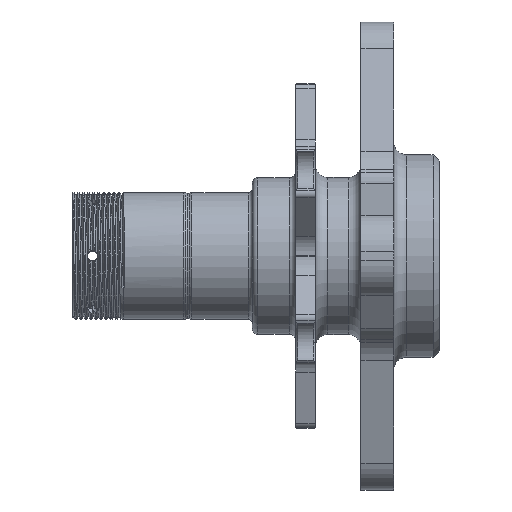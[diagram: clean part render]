
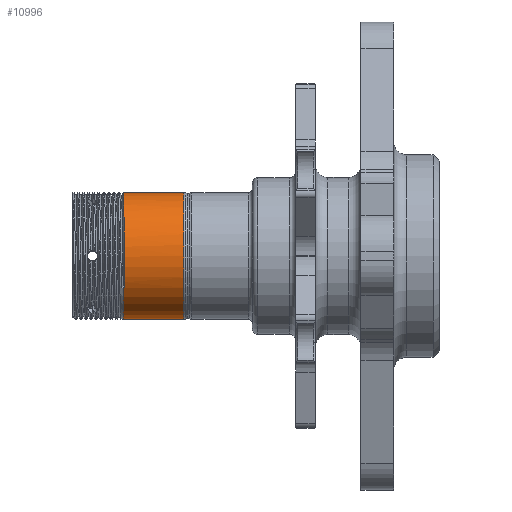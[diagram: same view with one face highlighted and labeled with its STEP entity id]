
A CAD part, top view. The second image highlights one B-rep face of the part: STEP entity #10996.
In plain terms, the highlighted cylindrical face has radius 15.875 mm (diameter 31.75 mm), a partial arc.
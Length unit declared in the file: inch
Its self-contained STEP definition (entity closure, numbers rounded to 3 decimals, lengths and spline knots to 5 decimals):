
#38 = EDGE_CURVE ( 'NONE', #8022, #2840, #1337, .T. ) ;
#354 = CARTESIAN_POINT ( 'NONE',  ( 2.12975, 0.625, 0.00187 ) ) ;
#383 = EDGE_CURVE ( 'NONE', #16935, #7913, #6351, .T. ) ;
#644 = ORIENTED_EDGE ( 'NONE', *, *, #1242, .F. ) ;
#900 = EDGE_CURVE ( 'NONE', #8050, #2840, #5299, .T. ) ;
#916 = CARTESIAN_POINT ( 'NONE',  ( 0., 0., 0. ) ) ;
#1242 = EDGE_CURVE ( 'NONE', #7913, #4549, #12439, .T. ) ;
#1337 = CIRCLE ( 'NONE', #13923, 0.625 ) ;
#1429 = CARTESIAN_POINT ( 'NONE',  ( 2.14642, -0.3125, 0.54126 ) ) ;
#1570 = CYLINDRICAL_SURFACE ( 'NONE', #2672, 0.625 ) ;
#1944 = VECTOR ( 'NONE', #10512, 39.37008 ) ;
#2672 = AXIS2_PLACEMENT_3D ( 'NONE', #916, #7340, #10141 ) ;
#2840 = VERTEX_POINT ( 'NONE', #6738 ) ;
#4343 = CARTESIAN_POINT ( 'NONE',  ( 2.13191, 0.6245, 0.16834 ) ) ;
#4401 = CARTESIAN_POINT ( 'NONE',  ( 2.13704, 0.41182, 0.5367 ) ) ;
#4467 = DIRECTION ( 'NONE',  ( -1., 0., 0. ) ) ;
#4549 = VERTEX_POINT ( 'NONE', #1429 ) ;
#5299 = LINE ( 'NONE', #7760, #8800 ) ;
#5435 = VECTOR ( 'NONE', #15290, 39.37008 ) ;
#5548 = FACE_OUTER_BOUND ( 'NONE', #10830, .T. ) ;
#5587 =( BOUNDED_CURVE ( )  B_SPLINE_CURVE ( 2, ( #354, #4343, #12248, #4401, #13542, #5749, #14838 ),
 .UNSPECIFIED., .F., .F. ) 
 B_SPLINE_CURVE_WITH_KNOTS ( ( 3, 2, 2, 3 ),
 ( 0.96976, 0.97727, 0.98864, 1. ),
 .UNSPECIFIED. ) 
 CURVE ( )  GEOMETRIC_REPRESENTATION_ITEM ( )  RATIONAL_B_SPLINE_CURVE ( ( 0.966, 0.95, 1., 0.924, 1., 0.924, 1. ) ) 
 REPRESENTATION_ITEM ( '' )  );
#5749 = CARTESIAN_POINT ( 'NONE',  ( 2.14329, -0.0883, 0.67071 ) ) ;
#6258 = ORIENTED_EDGE ( 'NONE', *, *, #900, .T. ) ;
#6351 = CIRCLE ( 'NONE', #15635, 0.625 ) ;
#6423 = DIRECTION ( 'NONE',  ( -1., 0., 0. ) ) ;
#6471 = ORIENTED_EDGE ( 'NONE', *, *, #16135, .T. ) ;
#6738 = CARTESIAN_POINT ( 'NONE',  ( 2.12975, 0.625, 0. ) ) ;
#6749 = AXIS2_PLACEMENT_3D ( 'NONE', #12313, #4467, #13610 ) ;
#7340 = DIRECTION ( 'NONE',  ( -1., 0., 0. ) ) ;
#7760 = CARTESIAN_POINT ( 'NONE',  ( 0., 0.625, 0. ) ) ;
#7913 = VERTEX_POINT ( 'NONE', #11130 ) ;
#8022 = VERTEX_POINT ( 'NONE', #8708 ) ;
#8050 = VERTEX_POINT ( 'NONE', #16536 ) ;
#8180 = CARTESIAN_POINT ( 'NONE',  ( 2.7275, -0.625, 0. ) ) ;
#8708 = CARTESIAN_POINT ( 'NONE',  ( 2.12975, 0.625, 0.00187 ) ) ;
#8800 = VECTOR ( 'NONE', #6423, 39.37008 ) ;
#10141 = DIRECTION ( 'NONE',  ( 0., -1., 0. ) ) ;
#10430 = ORIENTED_EDGE ( 'NONE', *, *, #15613, .F. ) ;
#10512 = DIRECTION ( 'NONE',  ( 1., 0., 0. ) ) ;
#10830 = EDGE_LOOP ( 'NONE', ( #11764, #6258, #11127, #6471, #644, #11352, #10430 ) ) ;
#10970 = CARTESIAN_POINT ( 'NONE',  ( 2.12838, -0.3125, 0.54126 ) ) ;
#10996 = ADVANCED_FACE ( 'NONE', ( #5548 ), #1570, .T. ) ;
#11127 = ORIENTED_EDGE ( 'NONE', *, *, #38, .F. ) ;
#11130 = CARTESIAN_POINT ( 'NONE',  ( 2.12975, -0.3125, 0.54126 ) ) ;
#11352 = ORIENTED_EDGE ( 'NONE', *, *, #383, .F. ) ;
#11764 = ORIENTED_EDGE ( 'NONE', *, *, #12297, .T. ) ;
#12248 = CARTESIAN_POINT ( 'NONE',  ( 2.13392, 0.54126, 0.3125 ) ) ;
#12297 = EDGE_CURVE ( 'NONE', #16512, #8050, #15702, .T. ) ;
#12313 = CARTESIAN_POINT ( 'NONE',  ( 2.7275, 0., 0. ) ) ;
#12383 = LINE ( 'NONE', #16632, #5435 ) ;
#12439 = LINE ( 'NONE', #10970, #1944 ) ;
#13523 = DIRECTION ( 'NONE',  ( 0., -1., 0. ) ) ;
#13542 = CARTESIAN_POINT ( 'NONE',  ( 2.14017, 0.16176, 0.6037 ) ) ;
#13610 = DIRECTION ( 'NONE',  ( 0., -1., 0. ) ) ;
#13923 = AXIS2_PLACEMENT_3D ( 'NONE', #15592, #15007, #14951 ) ;
#13965 = DIRECTION ( 'NONE',  ( -1., 0., 0. ) ) ;
#14595 = CARTESIAN_POINT ( 'NONE',  ( 2.12975, 0., 0. ) ) ;
#14838 = CARTESIAN_POINT ( 'NONE',  ( 2.14642, -0.3125, 0.54126 ) ) ;
#14951 = DIRECTION ( 'NONE',  ( 0., -1., 0. ) ) ;
#15007 = DIRECTION ( 'NONE',  ( -1., 0., 0. ) ) ;
#15290 = DIRECTION ( 'NONE',  ( -1., 0., 0. ) ) ;
#15592 = CARTESIAN_POINT ( 'NONE',  ( 2.12975, 0., 0. ) ) ;
#15613 = EDGE_CURVE ( 'NONE', #16512, #16935, #12383, .T. ) ;
#15635 = AXIS2_PLACEMENT_3D ( 'NONE', #14595, #13965, #13523 ) ;
#15702 = CIRCLE ( 'NONE', #6749, 0.625 ) ;
#16135 = EDGE_CURVE ( 'NONE', #8022, #4549, #5587, .T. ) ;
#16384 = CARTESIAN_POINT ( 'NONE',  ( 2.12975, -0.625, 0. ) ) ;
#16512 = VERTEX_POINT ( 'NONE', #8180 ) ;
#16536 = CARTESIAN_POINT ( 'NONE',  ( 2.7275, 0.625, 0. ) ) ;
#16632 = CARTESIAN_POINT ( 'NONE',  ( 0., -0.625, 0. ) ) ;
#16935 = VERTEX_POINT ( 'NONE', #16384 ) ;
